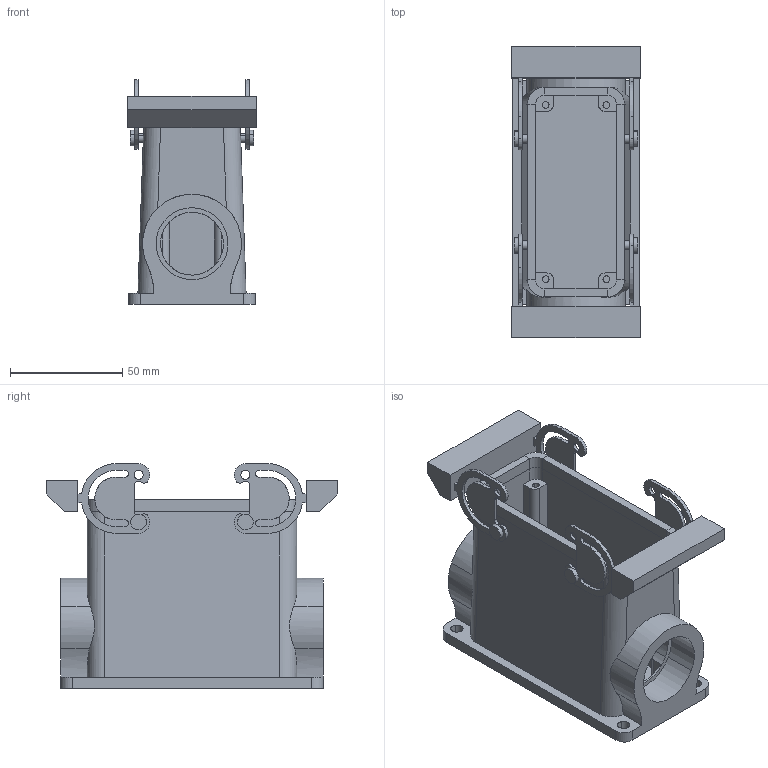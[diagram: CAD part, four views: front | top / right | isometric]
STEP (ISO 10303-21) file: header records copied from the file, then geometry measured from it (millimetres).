
FILE_DESCRIPTION(('CATIA V5 STEP Exchange','CAx-IF Rec.Pracs.--- Model Styling and Organization---1.4--- 2014-01-23'),'2;1');
FILE_NAME ('13374440_2', '2019-07-25T14:45:13+00:00', ('none'), ('Weidmueller'), 'CATIA Version 5-6 Release 2016 SP3 HF44', 'CATIA V5 STEP AP214', 'none');
FILE_SCHEMA(('AUTOMOTIVE_DESIGN { 1 0 10303 214 1 1 1 1 }'));
Length unit declared in the file: millimetre
Products named in the file (1): 1902990000
Bounding box: 57 x 129.5 x 100 mm (x, y, z)
Volume: 175188.3 mm3; surface area: 72603.6 mm2
Topology: 2 solids, 2 shells, 272 faces, 738 edges, 482 vertices
Faces by surface type: plane 136, cylinder 136
Entity records: 8748 total; most frequent: CARTESIAN_POINT 2331, ORIENTED_EDGE 1476, DIRECTION 1004, EDGE_CURVE 738, VERTEX_POINT 482, VECTOR 434, LINE 434, AXIS2_PLACEMENT_3D 398
